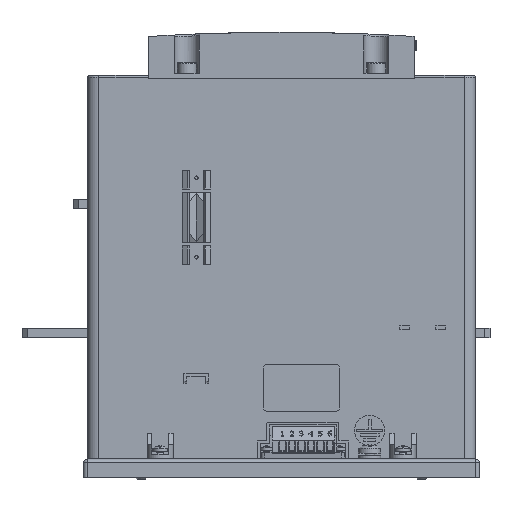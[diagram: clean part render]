
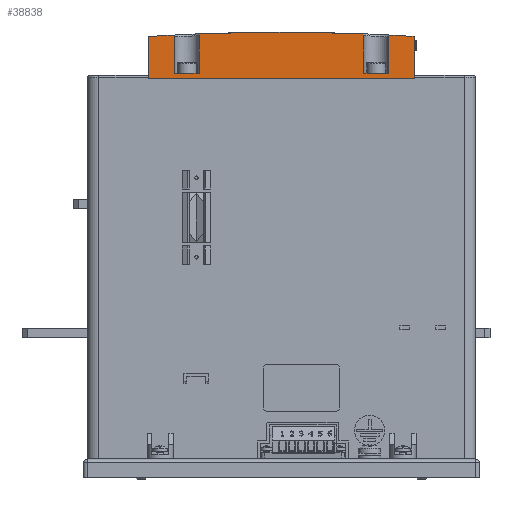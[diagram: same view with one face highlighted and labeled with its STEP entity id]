
A CAD part, left-side view. The second image highlights one B-rep face of the part: STEP entity #38838.
In plain terms, the highlighted planar face has unit normal (-1, 0, 0).
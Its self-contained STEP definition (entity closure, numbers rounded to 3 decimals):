
#114 = LINE ( 'NONE', #28391, #114549 ) ;
#698 = VERTEX_POINT ( 'NONE', #64503 ) ;
#1921 = DIRECTION ( 'NONE',  ( 1., 0., 0. ) ) ;
#1939 = LINE ( 'NONE', #120942, #30589 ) ;
#2026 = LINE ( 'NONE', #102516, #21660 ) ;
#2817 = DIRECTION ( 'NONE',  ( 0., 0., 1. ) ) ;
#3139 = VERTEX_POINT ( 'NONE', #110903 ) ;
#3380 = VECTOR ( 'NONE', #2817, 1000. ) ;
#4554 = DIRECTION ( 'NONE',  ( 0., 0., 1. ) ) ;
#5829 = ORIENTED_EDGE ( 'NONE', *, *, #145600, .T. ) ;
#6065 = VERTEX_POINT ( 'NONE', #110810 ) ;
#7180 = EDGE_CURVE ( 'NONE', #3139, #28272, #66348, .T. ) ;
#8237 = ORIENTED_EDGE ( 'NONE', *, *, #81165, .F. ) ;
#9113 = VECTOR ( 'NONE', #48516, 1000. ) ;
#9206 = LINE ( 'NONE', #16926, #127273 ) ;
#9502 = CARTESIAN_POINT ( 'NONE',  ( -56.5, -18.054, 223.758 ) ) ;
#11582 = LINE ( 'NONE', #39032, #129636 ) ;
#12694 = CARTESIAN_POINT ( 'NONE',  ( -56.5, -3.04, 224.458 ) ) ;
#14431 = AXIS2_PLACEMENT_3D ( 'NONE', #63692, #39627, #29088 ) ;
#14766 = CARTESIAN_POINT ( 'NONE',  ( -56.5, 39.5, 203.5 ) ) ;
#16926 = CARTESIAN_POINT ( 'NONE',  ( -56.5, 96., -848.699 ) ) ;
#19539 = VERTEX_POINT ( 'NONE', #104125 ) ;
#20433 = EDGE_CURVE ( 'NONE', #75174, #6065, #71449, .T. ) ;
#21405 = LINE ( 'NONE', #115662, #109030 ) ;
#21660 = VECTOR ( 'NONE', #135976, 1000. ) ;
#25970 = CARTESIAN_POINT ( 'NONE',  ( -56.5, 96., 222.759 ) ) ;
#28272 = VERTEX_POINT ( 'NONE', #58692 ) ;
#28391 = CARTESIAN_POINT ( 'NONE',  ( -56.5, 39.5, 203.5 ) ) ;
#28487 = DIRECTION ( 'NONE',  ( 0., 0.693, 0.721 ) ) ;
#28760 = EDGE_CURVE ( 'NONE', #102403, #142172, #145189, .T. ) ;
#29088 = DIRECTION ( 'NONE',  ( 0., 1., 0. ) ) ;
#30589 = VECTOR ( 'NONE', #28487, 1000. ) ;
#31636 = VECTOR ( 'NONE', #44061, 1000. ) ;
#33342 = VERTEX_POINT ( 'NONE', #61361 ) ;
#33443 = DIRECTION ( 'NONE',  ( 0., -1., 0. ) ) ;
#38772 = EDGE_CURVE ( 'NONE', #105756, #102403, #147870, .T. ) ;
#38838 = ADVANCED_FACE ( 'NONE', ( #122989 ), #98087, .F. ) ;
#39032 = CARTESIAN_POINT ( 'NONE',  ( -56.5, 109.5, -848.699 ) ) ;
#39079 = EDGE_CURVE ( 'NONE', #698, #33342, #54917, .T. ) ;
#39627 = DIRECTION ( 'NONE',  ( 1., 0., 0. ) ) ;
#43948 = CARTESIAN_POINT ( 'NONE',  ( -56.5, -30.5, 201. ) ) ;
#44061 = DIRECTION ( 'NONE',  ( 0., 0., -1. ) ) ;
#45589 = VERTEX_POINT ( 'NONE', #9502 ) ;
#46538 = CARTESIAN_POINT ( 'NONE',  ( -56.5, 82.04, 224.458 ) ) ;
#46903 = CARTESIAN_POINT ( 'NONE',  ( -56.5, 39.5, -848.699 ) ) ;
#48460 = AXIS2_PLACEMENT_3D ( 'NONE', #68311, #123716, #146116 ) ;
#48516 = DIRECTION ( 'NONE',  ( 0., -0.693, 0.721 ) ) ;
#50358 = LINE ( 'NONE', #43948, #119891 ) ;
#51278 = ORIENTED_EDGE ( 'NONE', *, *, #145545, .F. ) ;
#51541 = DIRECTION ( 'NONE',  ( 1., 0., 0. ) ) ;
#51817 = CIRCLE ( 'NONE', #48460, 1074. ) ;
#51837 = ORIENTED_EDGE ( 'NONE', *, *, #39079, .F. ) ;
#53156 = AXIS2_PLACEMENT_3D ( 'NONE', #46903, #1921, #82936 ) ;
#54381 = ORIENTED_EDGE ( 'NONE', *, *, #100443, .T. ) ;
#54917 = LINE ( 'NONE', #112520, #31636 ) ;
#58692 = CARTESIAN_POINT ( 'NONE',  ( -56.5, -17., 222.759 ) ) ;
#58855 = CARTESIAN_POINT ( 'NONE',  ( -56.5, 82.04, 224.458 ) ) ;
#59816 = VERTEX_POINT ( 'NONE', #12694 ) ;
#61361 = CARTESIAN_POINT ( 'NONE',  ( -56.5, -4., 203.5 ) ) ;
#63692 = CARTESIAN_POINT ( 'NONE',  ( -56.5, 39.5, -848.699 ) ) ;
#64503 = CARTESIAN_POINT ( 'NONE',  ( -56.5, -4., 223.459 ) ) ;
#65827 = CARTESIAN_POINT ( 'NONE',  ( -56.5, 97.054, 223.758 ) ) ;
#66348 = LINE ( 'NONE', #114540, #98540 ) ;
#68311 = CARTESIAN_POINT ( 'NONE',  ( -56.5, 39.5, -848.699 ) ) ;
#70129 = DIRECTION ( 'NONE',  ( 0., 0., 1. ) ) ;
#70594 = ORIENTED_EDGE ( 'NONE', *, *, #111494, .F. ) ;
#71243 = CARTESIAN_POINT ( 'NONE',  ( -56.5, 83., -848.699 ) ) ;
#71449 = LINE ( 'NONE', #71871, #3380 ) ;
#71845 = DIRECTION ( 'NONE',  ( 0., -1., 0. ) ) ;
#71871 = CARTESIAN_POINT ( 'NONE',  ( -56.5, -30.5, 215. ) ) ;
#74043 = EDGE_LOOP ( 'NONE', ( #139017, #144854, #70594, #51837, #94930, #97100, #110508, #145628, #142281, #114392, #5829, #51278, #8237, #54381, #145357, #96978 ) ) ;
#75174 = VERTEX_POINT ( 'NONE', #110422 ) ;
#75546 = CARTESIAN_POINT ( 'NONE',  ( -56.5, 109.5, 223.017 ) ) ;
#78294 = EDGE_CURVE ( 'NONE', #109310, #105756, #114, .T. ) ;
#80569 = LINE ( 'NONE', #14766, #107333 ) ;
#81016 = CARTESIAN_POINT ( 'NONE',  ( -56.5, 83., 203.5 ) ) ;
#81165 = EDGE_CURVE ( 'NONE', #19539, #119708, #11582, .T. ) ;
#82936 = DIRECTION ( 'NONE',  ( 0., 1., 0. ) ) ;
#83580 = EDGE_CURVE ( 'NONE', #28272, #45589, #2026, .T. ) ;
#83857 = VERTEX_POINT ( 'NONE', #25970 ) ;
#94733 = EDGE_CURVE ( 'NONE', #142172, #59816, #129223, .T. ) ;
#94930 = ORIENTED_EDGE ( 'NONE', *, *, #130847, .T. ) ;
#95383 = VERTEX_POINT ( 'NONE', #65827 ) ;
#96930 = DIRECTION ( 'NONE',  ( 0., 0., -1. ) ) ;
#96978 = ORIENTED_EDGE ( 'NONE', *, *, #98758, .F. ) ;
#97100 = ORIENTED_EDGE ( 'NONE', *, *, #94733, .F. ) ;
#98087 = PLANE ( 'NONE',  #14431 ) ;
#98540 = VECTOR ( 'NONE', #70129, 1000. ) ;
#98758 = EDGE_CURVE ( 'NONE', #45589, #6065, #139952, .T. ) ;
#100443 = EDGE_CURVE ( 'NONE', #19539, #75174, #50358, .T. ) ;
#102403 = VERTEX_POINT ( 'NONE', #105815 ) ;
#102516 = CARTESIAN_POINT ( 'NONE',  ( -56.5, -18.054, 223.758 ) ) ;
#104125 = CARTESIAN_POINT ( 'NONE',  ( -56.5, 109.5, 201. ) ) ;
#104686 = DIRECTION ( 'NONE',  ( 0., 0.726, 0.688 ) ) ;
#105756 = VERTEX_POINT ( 'NONE', #81016 ) ;
#105815 = CARTESIAN_POINT ( 'NONE',  ( -56.5, 83., 223.459 ) ) ;
#107333 = VECTOR ( 'NONE', #71845, 1000. ) ;
#108383 = DIRECTION ( 'NONE',  ( 0., -1., 0. ) ) ;
#109030 = VECTOR ( 'NONE', #104686, 1000. ) ;
#109310 = VERTEX_POINT ( 'NONE', #130991 ) ;
#110422 = CARTESIAN_POINT ( 'NONE',  ( -56.5, -30.5, 201. ) ) ;
#110508 = ORIENTED_EDGE ( 'NONE', *, *, #28760, .F. ) ;
#110810 = CARTESIAN_POINT ( 'NONE',  ( -56.5, -30.5, 223.017 ) ) ;
#110903 = CARTESIAN_POINT ( 'NONE',  ( -56.5, -17., 203.5 ) ) ;
#111494 = EDGE_CURVE ( 'NONE', #33342, #3139, #80569, .T. ) ;
#112520 = CARTESIAN_POINT ( 'NONE',  ( -56.5, -4., -848.699 ) ) ;
#114392 = ORIENTED_EDGE ( 'NONE', *, *, #137455, .F. ) ;
#114540 = CARTESIAN_POINT ( 'NONE',  ( -56.5, -17., -848.699 ) ) ;
#114549 = VECTOR ( 'NONE', #108383, 1000. ) ;
#115662 = CARTESIAN_POINT ( 'NONE',  ( -56.5, 97.054, 223.758 ) ) ;
#116852 = AXIS2_PLACEMENT_3D ( 'NONE', #119504, #51541, #131497 ) ;
#119504 = CARTESIAN_POINT ( 'NONE',  ( -56.5, 39.5, -848.699 ) ) ;
#119708 = VERTEX_POINT ( 'NONE', #75546 ) ;
#119891 = VECTOR ( 'NONE', #33443, 1000. ) ;
#120942 = CARTESIAN_POINT ( 'NONE',  ( -56.5, -3.04, 224.458 ) ) ;
#122989 = FACE_OUTER_BOUND ( 'NONE', #74043, .T. ) ;
#123716 = DIRECTION ( 'NONE',  ( 1., 0., 0. ) ) ;
#127273 = VECTOR ( 'NONE', #96930, 1000. ) ;
#128324 = VECTOR ( 'NONE', #129616, 1000. ) ;
#129223 = CIRCLE ( 'NONE', #53156, 1074. ) ;
#129616 = DIRECTION ( 'NONE',  ( 0., 0., 1. ) ) ;
#129636 = VECTOR ( 'NONE', #4554, 1000. ) ;
#130847 = EDGE_CURVE ( 'NONE', #698, #59816, #1939, .T. ) ;
#130991 = CARTESIAN_POINT ( 'NONE',  ( -56.5, 96., 203.5 ) ) ;
#131497 = DIRECTION ( 'NONE',  ( 0., 1., 0. ) ) ;
#135976 = DIRECTION ( 'NONE',  ( 0., -0.726, 0.688 ) ) ;
#137455 = EDGE_CURVE ( 'NONE', #83857, #109310, #9206, .T. ) ;
#139017 = ORIENTED_EDGE ( 'NONE', *, *, #83580, .F. ) ;
#139952 = CIRCLE ( 'NONE', #116852, 1074. ) ;
#142172 = VERTEX_POINT ( 'NONE', #58855 ) ;
#142281 = ORIENTED_EDGE ( 'NONE', *, *, #78294, .F. ) ;
#144854 = ORIENTED_EDGE ( 'NONE', *, *, #7180, .F. ) ;
#145189 = LINE ( 'NONE', #46538, #9113 ) ;
#145357 = ORIENTED_EDGE ( 'NONE', *, *, #20433, .T. ) ;
#145545 = EDGE_CURVE ( 'NONE', #119708, #95383, #51817, .T. ) ;
#145600 = EDGE_CURVE ( 'NONE', #83857, #95383, #21405, .T. ) ;
#145628 = ORIENTED_EDGE ( 'NONE', *, *, #38772, .F. ) ;
#146116 = DIRECTION ( 'NONE',  ( 0., 1., 0. ) ) ;
#147870 = LINE ( 'NONE', #71243, #128324 ) ;
